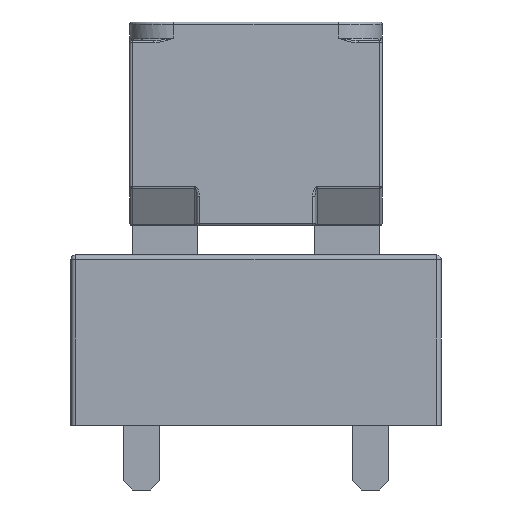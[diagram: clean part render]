
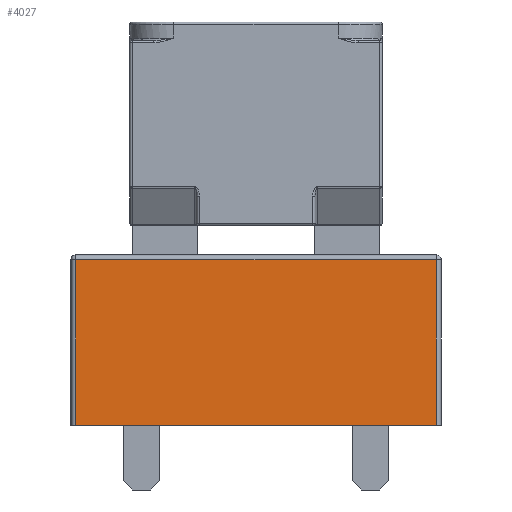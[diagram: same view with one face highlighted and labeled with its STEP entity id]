
A CAD part, front view. The second image highlights one B-rep face of the part: STEP entity #4027.
In plain terms, the highlighted planar face has unit normal (0, -1, 0).
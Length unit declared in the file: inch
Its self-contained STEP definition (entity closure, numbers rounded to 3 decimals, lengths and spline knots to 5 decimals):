
#108 = CARTESIAN_POINT ( 'NONE',  ( 0.50236, -0.19921, 0.28228 ) ) ;
#135 = CARTESIAN_POINT ( 'NONE',  ( -0.11969, -0.19921, 0.28228 ) ) ;
#258 = EDGE_LOOP ( 'NONE', ( #2601, #8348, #6457, #5592 ) ) ;
#371 = VECTOR ( 'NONE', #5748, 39.37008 ) ;
#923 = LINE ( 'NONE', #135, #7503 ) ;
#1303 = AXIS2_PLACEMENT_3D ( 'NONE', #4347, #5232, #5945 ) ;
#1336 = DIRECTION ( 'NONE',  ( 0., 0., 1. ) ) ;
#1763 = VECTOR ( 'NONE', #5280, 39.37008 ) ;
#2116 = EDGE_CURVE ( 'NONE', #10067, #9464, #4975, .T. ) ;
#2601 = ORIENTED_EDGE ( 'NONE', *, *, #3009, .F. ) ;
#2755 = PLANE ( 'NONE',  #1303 ) ;
#3009 = EDGE_CURVE ( 'NONE', #4751, #8124, #3065, .T. ) ;
#3048 = CARTESIAN_POINT ( 'NONE',  ( -0.11181, -0.19921, 0. ) ) ;
#3065 = LINE ( 'NONE', #5284, #4774 ) ;
#3855 = EDGE_CURVE ( 'NONE', #8124, #10067, #923, .T. ) ;
#4027 = ADVANCED_FACE ( 'NONE', ( #8373 ), #2755, .F. ) ;
#4347 = CARTESIAN_POINT ( 'NONE',  ( -0.11969, -0.19921, 0. ) ) ;
#4605 = CARTESIAN_POINT ( 'NONE',  ( 0.19528, -0.19921, 0. ) ) ;
#4707 = LINE ( 'NONE', #4605, #1763 ) ;
#4751 = VERTEX_POINT ( 'NONE', #3048 ) ;
#4774 = VECTOR ( 'NONE', #1336, 39.37008 ) ;
#4975 = LINE ( 'NONE', #7263, #371 ) ;
#5045 = CARTESIAN_POINT ( 'NONE',  ( -0.11181, -0.19921, 0.28228 ) ) ;
#5232 = DIRECTION ( 'NONE',  ( 0., 1., 0. ) ) ;
#5280 = DIRECTION ( 'NONE',  ( 1., 0., 0. ) ) ;
#5284 = CARTESIAN_POINT ( 'NONE',  ( -0.11181, -0.19921, 0. ) ) ;
#5592 = ORIENTED_EDGE ( 'NONE', *, *, #3855, .F. ) ;
#5748 = DIRECTION ( 'NONE',  ( 0., 0., -1. ) ) ;
#5945 = DIRECTION ( 'NONE',  ( 0., 0., 1. ) ) ;
#6457 = ORIENTED_EDGE ( 'NONE', *, *, #2116, .F. ) ;
#7263 = CARTESIAN_POINT ( 'NONE',  ( 0.50236, -0.19921, 0. ) ) ;
#7426 = EDGE_CURVE ( 'NONE', #4751, #9464, #4707, .T. ) ;
#7503 = VECTOR ( 'NONE', #7948, 39.37008 ) ;
#7948 = DIRECTION ( 'NONE',  ( 1., 0., 0. ) ) ;
#8124 = VERTEX_POINT ( 'NONE', #5045 ) ;
#8348 = ORIENTED_EDGE ( 'NONE', *, *, #7426, .T. ) ;
#8373 = FACE_OUTER_BOUND ( 'NONE', #258, .T. ) ;
#8381 = CARTESIAN_POINT ( 'NONE',  ( 0.50236, -0.19921, 0. ) ) ;
#9464 = VERTEX_POINT ( 'NONE', #8381 ) ;
#10067 = VERTEX_POINT ( 'NONE', #108 ) ;
